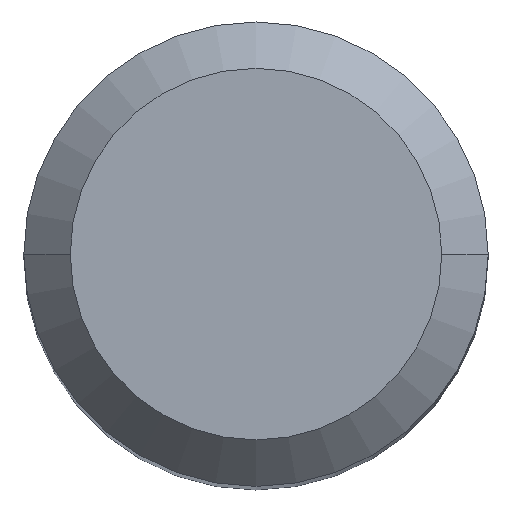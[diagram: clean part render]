
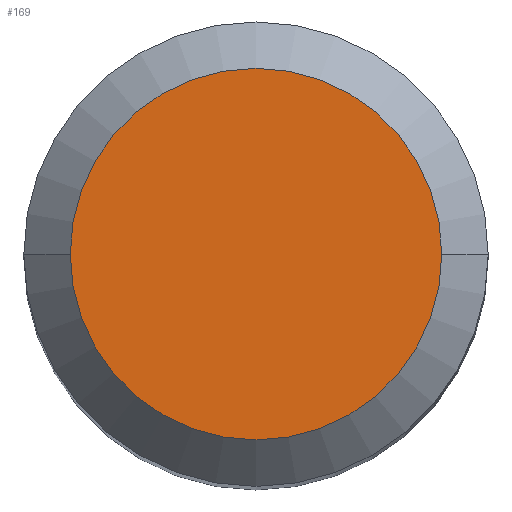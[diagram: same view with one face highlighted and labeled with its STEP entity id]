
A CAD part, top view. The second image highlights one B-rep face of the part: STEP entity #169.
In plain terms, the highlighted planar face has unit normal (0, 0, 1).
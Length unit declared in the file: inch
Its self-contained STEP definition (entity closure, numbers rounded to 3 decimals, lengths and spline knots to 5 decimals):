
#8 = AXIS2_PLACEMENT_3D ( 'NONE', #488, #64, #107 ) ;
#46 = AXIS2_PLACEMENT_3D ( 'NONE', #190, #409, #332 ) ;
#64 = DIRECTION ( 'NONE',  ( 0., 0., 1. ) ) ;
#76 = EDGE_CURVE ( 'NONE', #356, #355, #267, .T. ) ;
#86 = DIRECTION ( 'NONE',  ( 0., 0., 1. ) ) ;
#107 = DIRECTION ( 'NONE',  ( 1., 0., 0. ) ) ;
#169 = ADVANCED_FACE ( 'NONE', ( #451 ), #229, .F. ) ;
#182 = AXIS2_PLACEMENT_3D ( 'NONE', #456, #86, #266 ) ;
#190 = CARTESIAN_POINT ( 'NONE',  ( 0., 0., 0. ) ) ;
#216 = CARTESIAN_POINT ( 'NONE',  ( -0.15748, 0., 0. ) ) ;
#229 = PLANE ( 'NONE',  #46 ) ;
#266 = DIRECTION ( 'NONE',  ( 1., 0., 0. ) ) ;
#267 = CIRCLE ( 'NONE', #8, 0.15748 ) ;
#318 = ORIENTED_EDGE ( 'NONE', *, *, #479, .T. ) ;
#319 = ORIENTED_EDGE ( 'NONE', *, *, #76, .T. ) ;
#332 = DIRECTION ( 'NONE',  ( -1., 0., 0. ) ) ;
#343 = EDGE_LOOP ( 'NONE', ( #318, #319 ) ) ;
#355 = VERTEX_POINT ( 'NONE', #216 ) ;
#356 = VERTEX_POINT ( 'NONE', #442 ) ;
#404 = CIRCLE ( 'NONE', #182, 0.15748 ) ;
#409 = DIRECTION ( 'NONE',  ( 0., 0., -1. ) ) ;
#442 = CARTESIAN_POINT ( 'NONE',  ( 0.15748, 0., 0. ) ) ;
#451 = FACE_OUTER_BOUND ( 'NONE', #343, .T. ) ;
#456 = CARTESIAN_POINT ( 'NONE',  ( 0., 0., 0. ) ) ;
#479 = EDGE_CURVE ( 'NONE', #355, #356, #404, .T. ) ;
#488 = CARTESIAN_POINT ( 'NONE',  ( 0., 0., 0. ) ) ;
